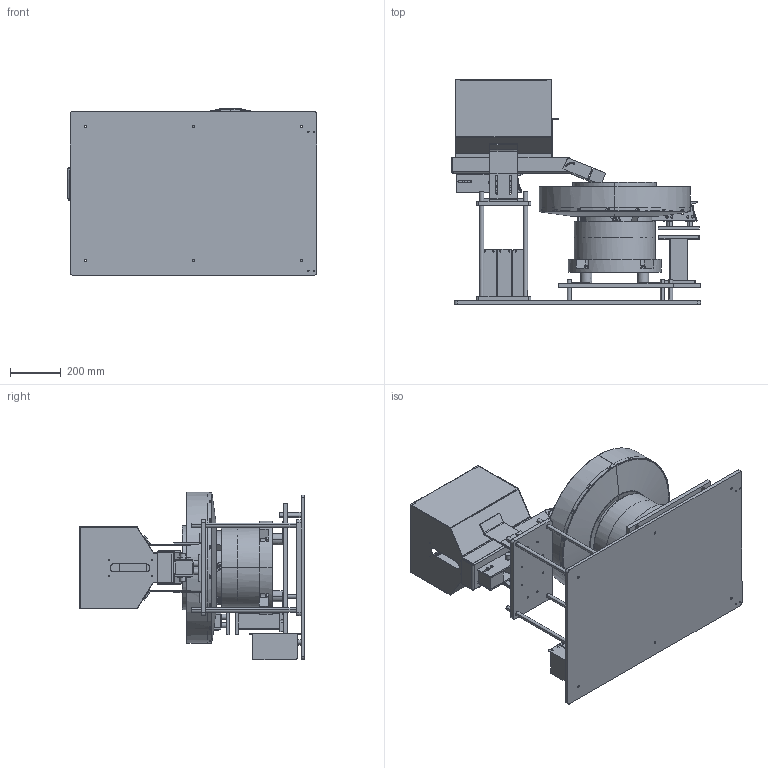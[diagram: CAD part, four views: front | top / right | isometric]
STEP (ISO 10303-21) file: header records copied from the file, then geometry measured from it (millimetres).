
FILE_DESCRIPTION(('FreeCAD Model'),'2;1');
FILE_NAME('Open CASCADE Shape Model','2025-04-29T05:55:26',('FreeCAD'),( 'FreeCAD'),'Open CASCADE STEP processor 7.6','FreeCAD','Unknown');
FILE_SCHEMA(('AUTOMOTIVE_DESIGN { 1 0 10303 214 1 1 1 1 }'));
Products named in the file (1): Open CASCADE STEP translator 7.6 1
Bounding box: 978.14 x 882.09 x 658.12 mm (x, y, z)
Volume: 36654169.3 mm3; surface area: 7314148.3 mm2
Topology: 151 solids, 151 shells, 2346 faces, 5702 edges, 3670 vertices
Faces by surface type: bspline 2346
Entity records: 75429 total; most frequent: CARTESIAN_POINT 41749, ORIENTED_EDGE 11188, EDGE_CURVE 5594, VERTEX_POINT 3670, B_SPLINE_CURVE_WITH_KNOTS 3380, FACE_BOUND 3008, EDGE_LOOP 3008, ADVANCED_FACE 2346
